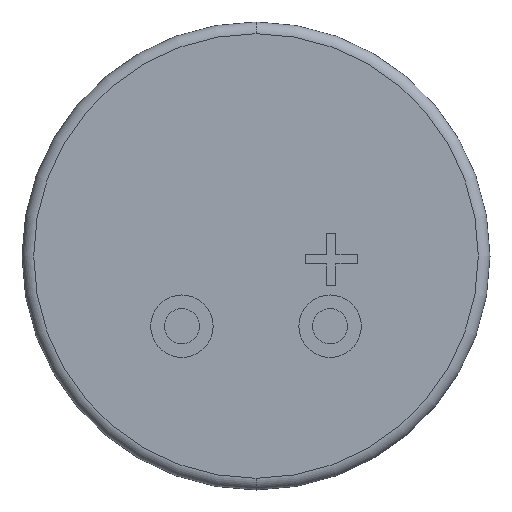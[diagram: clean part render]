
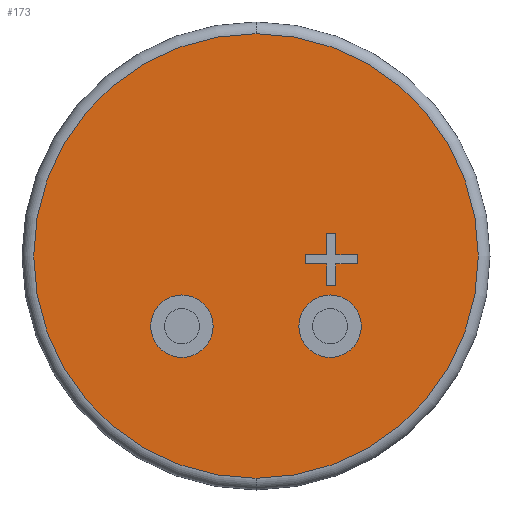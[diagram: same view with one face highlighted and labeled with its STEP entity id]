
A CAD part, front view. The second image highlights one B-rep face of the part: STEP entity #173.
In plain terms, the highlighted planar face has unit normal (0, -1, 0).
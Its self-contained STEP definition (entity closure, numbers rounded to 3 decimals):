
#1 = CIRCLE ( 'NONE', #163, 2.85 ) ;
#7 = AXIS2_PLACEMENT_3D ( 'NONE', #904, #1077, #318 ) ;
#22 = CARTESIAN_POINT ( 'NONE',  ( 1.024, 0., 0.293 ) ) ;
#40 = VERTEX_POINT ( 'NONE', #144 ) ;
#42 = VERTEX_POINT ( 'NONE', #899 ) ;
#55 = VECTOR ( 'NONE', #314, 1000. ) ;
#63 = EDGE_LOOP ( 'NONE', ( #761, #346, #231, #728, #498, #713, #925, #879, #92, #548, #628, #471 ) ) ;
#71 = CARTESIAN_POINT ( 'NONE',  ( 0.906, 0., -0.102 ) ) ;
#81 = CIRCLE ( 'NONE', #992, 0.4 ) ;
#92 = ORIENTED_EDGE ( 'NONE', *, *, #165, .T. ) ;
#101 = VECTOR ( 'NONE', #110, 1000. ) ;
#103 = CARTESIAN_POINT ( 'NONE',  ( 0.95, 0., -0.5 ) ) ;
#104 = CARTESIAN_POINT ( 'NONE',  ( 0.629, 0., -0.102 ) ) ;
#109 = EDGE_CURVE ( 'NONE', #584, #649, #597, .T. ) ;
#110 = DIRECTION ( 'NONE',  ( 0., 0., 1. ) ) ;
#131 = CARTESIAN_POINT ( 'NONE',  ( 0., 0., 0. ) ) ;
#135 = LINE ( 'NONE', #1091, #494 ) ;
#144 = CARTESIAN_POINT ( 'NONE',  ( 1.024, 0., -0.379 ) ) ;
#149 = FACE_BOUND ( 'NONE', #333, .T. ) ;
#158 = VECTOR ( 'NONE', #964, 1000. ) ;
#160 = ORIENTED_EDGE ( 'NONE', *, *, #664, .F. ) ;
#163 = AXIS2_PLACEMENT_3D ( 'NONE', #131, #797, #955 ) ;
#165 = EDGE_CURVE ( 'NONE', #396, #948, #135, .T. ) ;
#173 = ADVANCED_FACE ( 'NONE', ( #257, #696, #184, #149 ), #427, .T. ) ;
#184 = FACE_OUTER_BOUND ( 'NONE', #1064, .T. ) ;
#185 = VERTEX_POINT ( 'NONE', #422 ) ;
#188 = EDGE_CURVE ( 'NONE', #712, #196, #709, .T. ) ;
#190 = DIRECTION ( 'NONE',  ( 0., 0., -1. ) ) ;
#196 = VERTEX_POINT ( 'NONE', #497 ) ;
#214 = EDGE_CURVE ( 'NONE', #443, #1038, #1095, .T. ) ;
#215 = VECTOR ( 'NONE', #276, 1000. ) ;
#226 = CARTESIAN_POINT ( 'NONE',  ( 0.629, 0., 0.016 ) ) ;
#231 = ORIENTED_EDGE ( 'NONE', *, *, #235, .T. ) ;
#232 = VERTEX_POINT ( 'NONE', #918 ) ;
#235 = EDGE_CURVE ( 'NONE', #1039, #368, #951, .T. ) ;
#239 = CARTESIAN_POINT ( 'NONE',  ( 0., 0., 2.85 ) ) ;
#249 = VERTEX_POINT ( 'NONE', #454 ) ;
#257 = FACE_BOUND ( 'NONE', #63, .T. ) ;
#270 = ORIENTED_EDGE ( 'NONE', *, *, #214, .T. ) ;
#276 = DIRECTION ( 'NONE',  ( 0., 0., -1. ) ) ;
#282 = VECTOR ( 'NONE', #378, 1000. ) ;
#295 = LINE ( 'NONE', #330, #215 ) ;
#305 = CARTESIAN_POINT ( 'NONE',  ( 1.024, 0., -0.379 ) ) ;
#314 = DIRECTION ( 'NONE',  ( -1., 0., 0. ) ) ;
#318 = DIRECTION ( 'NONE',  ( 0., 0., -1. ) ) ;
#320 = ORIENTED_EDGE ( 'NONE', *, *, #336, .F. ) ;
#329 = EDGE_CURVE ( 'NONE', #884, #952, #496, .T. ) ;
#330 = CARTESIAN_POINT ( 'NONE',  ( 1.024, 0., -0.102 ) ) ;
#331 = CARTESIAN_POINT ( 'NONE',  ( 0., 0., 0. ) ) ;
#333 = EDGE_LOOP ( 'NONE', ( #320, #1094 ) ) ;
#336 = EDGE_CURVE ( 'NONE', #42, #880, #842, .T. ) ;
#346 = ORIENTED_EDGE ( 'NONE', *, *, #620, .T. ) ;
#348 = VECTOR ( 'NONE', #1062, 1000. ) ;
#359 = DIRECTION ( 'NONE',  ( 0., 0., -1. ) ) ;
#368 = VERTEX_POINT ( 'NONE', #104 ) ;
#369 = EDGE_CURVE ( 'NONE', #196, #396, #518, .T. ) ;
#370 = CARTESIAN_POINT ( 'NONE',  ( 0.906, 0., -0.102 ) ) ;
#378 = DIRECTION ( 'NONE',  ( -1., 0., 0. ) ) ;
#386 = CARTESIAN_POINT ( 'NONE',  ( 0.906, 0., 0.293 ) ) ;
#387 = AXIS2_PLACEMENT_3D ( 'NONE', #615, #538, #856 ) ;
#389 = CARTESIAN_POINT ( 'NONE',  ( 1.301, 0., 0.016 ) ) ;
#396 = VERTEX_POINT ( 'NONE', #575 ) ;
#422 = CARTESIAN_POINT ( 'NONE',  ( 0.906, 0., -0.379 ) ) ;
#427 = PLANE ( 'NONE',  #633 ) ;
#430 = EDGE_CURVE ( 'NONE', #880, #42, #711, .T. ) ;
#437 = LINE ( 'NONE', #305, #553 ) ;
#443 = VERTEX_POINT ( 'NONE', #239 ) ;
#452 = DIRECTION ( 'NONE',  ( 0., -1., 0. ) ) ;
#454 = CARTESIAN_POINT ( 'NONE',  ( 0.906, 0., 0.016 ) ) ;
#471 = ORIENTED_EDGE ( 'NONE', *, *, #533, .T. ) ;
#489 = CARTESIAN_POINT ( 'NONE',  ( 0., 0., 0. ) ) ;
#493 = DIRECTION ( 'NONE',  ( 0., 0., 1. ) ) ;
#494 = VECTOR ( 'NONE', #921, 1000. ) ;
#496 = LINE ( 'NONE', #871, #282 ) ;
#497 = CARTESIAN_POINT ( 'NONE',  ( 1.024, 0., 0.293 ) ) ;
#498 = ORIENTED_EDGE ( 'NONE', *, *, #983, .T. ) ;
#518 = LINE ( 'NONE', #22, #348 ) ;
#533 = EDGE_CURVE ( 'NONE', #952, #40, #295, .T. ) ;
#537 = DIRECTION ( 'NONE',  ( 0., 0., 1. ) ) ;
#538 = DIRECTION ( 'NONE',  ( 0., -1., 0. ) ) ;
#546 = DIRECTION ( 'NONE',  ( 1., 0., 0. ) ) ;
#548 = ORIENTED_EDGE ( 'NONE', *, *, #611, .T. ) ;
#553 = VECTOR ( 'NONE', #1048, 1000. ) ;
#561 = LINE ( 'NONE', #873, #158 ) ;
#575 = CARTESIAN_POINT ( 'NONE',  ( 1.024, 0., 0.016 ) ) ;
#584 = VERTEX_POINT ( 'NONE', #922 ) ;
#597 = CIRCLE ( 'NONE', #7, 0.4 ) ;
#605 = CARTESIAN_POINT ( 'NONE',  ( 0.95, 0., -0.9 ) ) ;
#611 = EDGE_CURVE ( 'NONE', #948, #884, #819, .T. ) ;
#613 = CARTESIAN_POINT ( 'NONE',  ( 0.906, 0., -0.379 ) ) ;
#615 = CARTESIAN_POINT ( 'NONE',  ( -0.95, 0., -0.9 ) ) ;
#620 = EDGE_CURVE ( 'NONE', #185, #1039, #660, .T. ) ;
#628 = ORIENTED_EDGE ( 'NONE', *, *, #329, .T. ) ;
#633 = AXIS2_PLACEMENT_3D ( 'NONE', #331, #667, #655 ) ;
#649 = VERTEX_POINT ( 'NONE', #103 ) ;
#654 = DIRECTION ( 'NONE',  ( 0., -1., 0. ) ) ;
#655 = DIRECTION ( 'NONE',  ( 0., 0., -1. ) ) ;
#660 = LINE ( 'NONE', #613, #101 ) ;
#662 = ORIENTED_EDGE ( 'NONE', *, *, #743, .T. ) ;
#664 = EDGE_CURVE ( 'NONE', #649, #584, #81, .T. ) ;
#667 = DIRECTION ( 'NONE',  ( 0., -1., 0. ) ) ;
#682 = EDGE_LOOP ( 'NONE', ( #160, #1080 ) ) ;
#686 = AXIS2_PLACEMENT_3D ( 'NONE', #996, #654, #493 ) ;
#690 = DIRECTION ( 'NONE',  ( 0., 0., -1. ) ) ;
#696 = FACE_BOUND ( 'NONE', #682, .T. ) ;
#702 = CARTESIAN_POINT ( 'NONE',  ( -0.95, 0., -1.3 ) ) ;
#703 = EDGE_CURVE ( 'NONE', #249, #712, #844, .T. ) ;
#709 = LINE ( 'NONE', #995, #1067 ) ;
#710 = CARTESIAN_POINT ( 'NONE',  ( 1.301, 0., -0.102 ) ) ;
#711 = CIRCLE ( 'NONE', #686, 0.4 ) ;
#712 = VERTEX_POINT ( 'NONE', #386 ) ;
#713 = ORIENTED_EDGE ( 'NONE', *, *, #703, .T. ) ;
#728 = ORIENTED_EDGE ( 'NONE', *, *, #1005, .T. ) ;
#743 = EDGE_CURVE ( 'NONE', #1038, #443, #1, .T. ) ;
#750 = DIRECTION ( 'NONE',  ( 1., 0., 0. ) ) ;
#753 = VECTOR ( 'NONE', #359, 1000. ) ;
#761 = ORIENTED_EDGE ( 'NONE', *, *, #863, .T. ) ;
#797 = DIRECTION ( 'NONE',  ( 0., -1., 0. ) ) ;
#819 = LINE ( 'NONE', #854, #753 ) ;
#842 = CIRCLE ( 'NONE', #387, 0.4 ) ;
#844 = LINE ( 'NONE', #1031, #1052 ) ;
#848 = CARTESIAN_POINT ( 'NONE',  ( 0., 0., -2.85 ) ) ;
#854 = CARTESIAN_POINT ( 'NONE',  ( 1.301, 0., 0.016 ) ) ;
#856 = DIRECTION ( 'NONE',  ( 0., 0., 1. ) ) ;
#863 = EDGE_CURVE ( 'NONE', #40, #185, #437, .T. ) ;
#871 = CARTESIAN_POINT ( 'NONE',  ( 1.301, 0., -0.102 ) ) ;
#873 = CARTESIAN_POINT ( 'NONE',  ( 0.629, 0., -0.102 ) ) ;
#879 = ORIENTED_EDGE ( 'NONE', *, *, #369, .T. ) ;
#880 = VERTEX_POINT ( 'NONE', #702 ) ;
#884 = VERTEX_POINT ( 'NONE', #710 ) ;
#899 = CARTESIAN_POINT ( 'NONE',  ( -0.95, 0., -0.5 ) ) ;
#904 = CARTESIAN_POINT ( 'NONE',  ( 0.95, 0., -0.9 ) ) ;
#918 = CARTESIAN_POINT ( 'NONE',  ( 0.629, 0., 0.016 ) ) ;
#921 = DIRECTION ( 'NONE',  ( 1., 0., 0. ) ) ;
#922 = CARTESIAN_POINT ( 'NONE',  ( 0.95, 0., -1.3 ) ) ;
#925 = ORIENTED_EDGE ( 'NONE', *, *, #188, .T. ) ;
#948 = VERTEX_POINT ( 'NONE', #389 ) ;
#951 = LINE ( 'NONE', #71, #55 ) ;
#952 = VERTEX_POINT ( 'NONE', #968 ) ;
#955 = DIRECTION ( 'NONE',  ( 0., 0., -1. ) ) ;
#963 = VECTOR ( 'NONE', #546, 1000. ) ;
#964 = DIRECTION ( 'NONE',  ( 0., 0., 1. ) ) ;
#968 = CARTESIAN_POINT ( 'NONE',  ( 1.024, 0., -0.102 ) ) ;
#983 = EDGE_CURVE ( 'NONE', #232, #249, #1086, .T. ) ;
#992 = AXIS2_PLACEMENT_3D ( 'NONE', #605, #1019, #690 ) ;
#995 = CARTESIAN_POINT ( 'NONE',  ( 0.906, 0., 0.293 ) ) ;
#996 = CARTESIAN_POINT ( 'NONE',  ( -0.95, 0., -0.9 ) ) ;
#1005 = EDGE_CURVE ( 'NONE', #368, #232, #561, .T. ) ;
#1017 = AXIS2_PLACEMENT_3D ( 'NONE', #489, #452, #190 ) ;
#1019 = DIRECTION ( 'NONE',  ( 0., -1., 0. ) ) ;
#1031 = CARTESIAN_POINT ( 'NONE',  ( 0.906, 0., 0.016 ) ) ;
#1038 = VERTEX_POINT ( 'NONE', #848 ) ;
#1039 = VERTEX_POINT ( 'NONE', #370 ) ;
#1048 = DIRECTION ( 'NONE',  ( -1., 0., 0. ) ) ;
#1052 = VECTOR ( 'NONE', #537, 1000. ) ;
#1062 = DIRECTION ( 'NONE',  ( 0., 0., -1. ) ) ;
#1064 = EDGE_LOOP ( 'NONE', ( #662, #270 ) ) ;
#1067 = VECTOR ( 'NONE', #750, 1000. ) ;
#1077 = DIRECTION ( 'NONE',  ( 0., -1., 0. ) ) ;
#1080 = ORIENTED_EDGE ( 'NONE', *, *, #109, .F. ) ;
#1086 = LINE ( 'NONE', #226, #963 ) ;
#1091 = CARTESIAN_POINT ( 'NONE',  ( 1.024, 0., 0.016 ) ) ;
#1094 = ORIENTED_EDGE ( 'NONE', *, *, #430, .F. ) ;
#1095 = CIRCLE ( 'NONE', #1017, 2.85 ) ;
